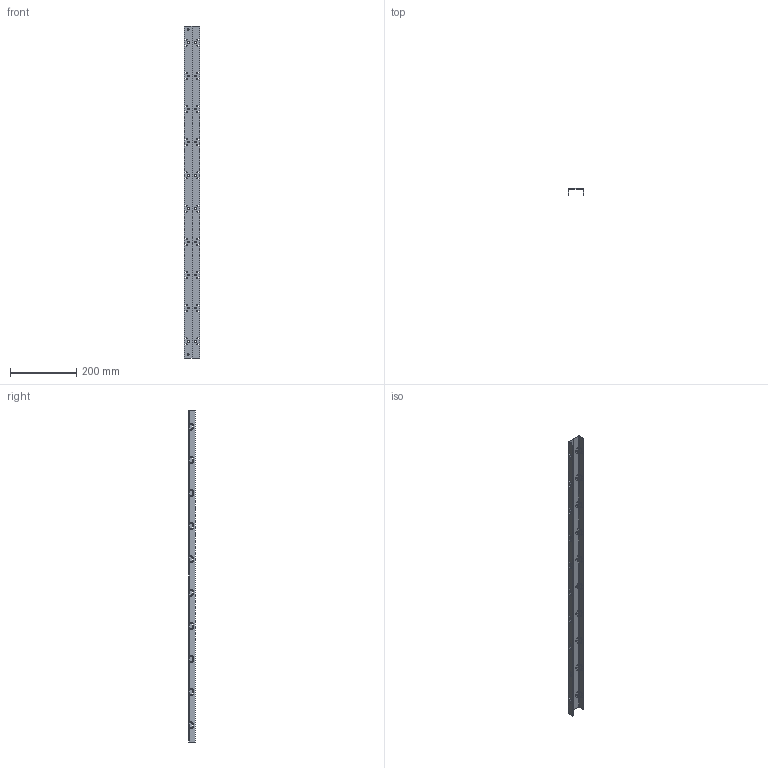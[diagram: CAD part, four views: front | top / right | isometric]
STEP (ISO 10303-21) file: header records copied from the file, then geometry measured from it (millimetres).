
FILE_DESCRIPTION(('CATIA V5 STEP Exchange','CAx-IF Rec.Pracs.--- Model Styling and Organization---1.2---2011-12-15'),'2;1');
FILE_NAME('D003360_A_AllCATPart.stp','2016-05-11T07:02:59+00:00',('none'),('none'),'CATIA Version 5-6 Release 2014 SP4','CATIA V5 STEP AP214','none');
FILE_SCHEMA(('AUTOMOTIVE_DESIGN { 1 0 10303 214 1 1 1 1 }'));
Length unit declared in the file: millimetre
Products named in the file (1): D003360_A_AllCATPart
Bounding box: 47 x 21 x 1000 mm (x, y, z)
Volume: 82216.2 mm3; surface area: 169295.7 mm2
Topology: 1 solids, 1 shells, 630 faces, 1664 edges, 996 vertices
Faces by surface type: plane 382, cylinder 248
Entity records: 18814 total; most frequent: CARTESIAN_POINT 4046, ORIENTED_EDGE 3328, DIRECTION 2555, EDGE_CURVE 1664, VECTOR 1168, LINE 1168, VERTEX_POINT 996, AXIS2_PLACEMENT_3D 880
